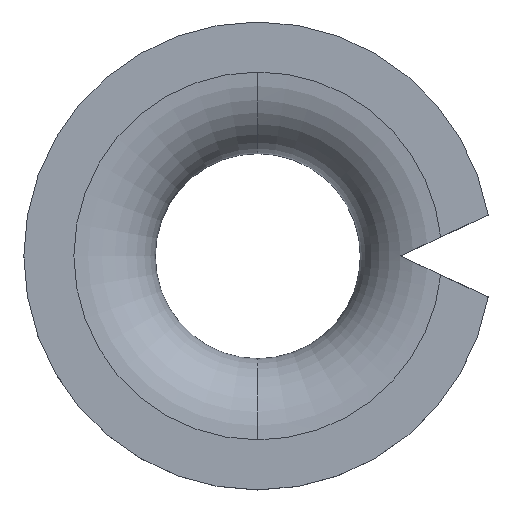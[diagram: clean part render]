
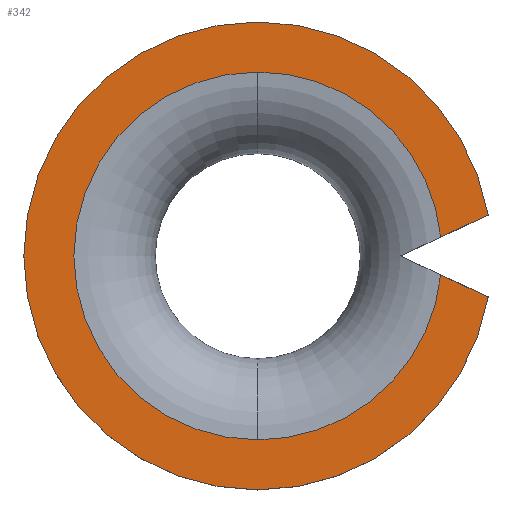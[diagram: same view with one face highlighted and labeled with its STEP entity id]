
A CAD part, top view. The second image highlights one B-rep face of the part: STEP entity #342.
In plain terms, the highlighted planar face has unit normal (0, 0, 1).
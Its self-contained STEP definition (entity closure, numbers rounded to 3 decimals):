
#41=DIRECTION('',(0.906,-0.423,0.));
#42=VECTOR('',#41,1.285);
#43=CARTESIAN_POINT('',(4.496,-0.464,0.));
#44=LINE('',#43,#42);
#45=DIRECTION('',(-0.906,-0.423,0.));
#46=VECTOR('',#45,1.285);
#47=CARTESIAN_POINT('',(5.661,1.008,0.));
#48=LINE('',#47,#46);
#49=CARTESIAN_POINT('',(0.,0.,0.));
#50=DIRECTION('',(0.,0.,1.));
#51=DIRECTION('',(0.995,0.103,0.));
#52=AXIS2_PLACEMENT_3D('',#49,#50,#51);
#54=CARTESIAN_POINT('',(0.,0.,0.));
#55=DIRECTION('',(0.,0.,-1.));
#56=DIRECTION('',(0.,-1.,0.));
#57=AXIS2_PLACEMENT_3D('',#54,#55,#56);
#59=CARTESIAN_POINT('',(0.,0.,0.));
#60=DIRECTION('',(0.,0.,1.));
#61=DIRECTION('',(0.,-1.,0.));
#62=AXIS2_PLACEMENT_3D('',#59,#60,#61);
#73=CARTESIAN_POINT('',(0.,0.,0.));
#74=DIRECTION('',(0.,0.,1.));
#75=DIRECTION('',(0.985,0.175,0.));
#76=AXIS2_PLACEMENT_3D('',#73,#74,#75);
#248=CARTESIAN_POINT('',(0.,-4.52,0.));
#249=VERTEX_POINT('',#248);
#250=CARTESIAN_POINT('',(0.,4.52,0.));
#251=VERTEX_POINT('',#250);
#254=CARTESIAN_POINT('',(4.496,-0.464,0.));
#255=CARTESIAN_POINT('',(5.661,-1.008,0.));
#256=VERTEX_POINT('',#254);
#257=VERTEX_POINT('',#255);
#258=CARTESIAN_POINT('',(5.661,1.008,0.));
#259=CARTESIAN_POINT('',(4.496,0.464,0.));
#260=VERTEX_POINT('',#258);
#261=VERTEX_POINT('',#259);
#327=CARTESIAN_POINT('',(0.,0.,0.));
#328=DIRECTION('',(0.,0.,-1.));
#329=DIRECTION('',(0.,-1.,0.));
#330=AXIS2_PLACEMENT_3D('',#327,#328,#329);
#331=PLANE('',#330);
#332=ORIENTED_EDGE('',*,*,#313,.T.);
#334=ORIENTED_EDGE('',*,*,#333,.F.);
#336=ORIENTED_EDGE('',*,*,#335,.T.);
#337=ORIENTED_EDGE('',*,*,#301,.T.);
#338=ORIENTED_EDGE('',*,*,#279,.F.);
#339=ORIENTED_EDGE('',*,*,#295,.T.);
#340=EDGE_LOOP('',(#332,#334,#336,#337,#338,#339));
#341=FACE_OUTER_BOUND('',#340,.F.);
#342=ADVANCED_FACE('',(#341),#331,.F.);
#53=CIRCLE('',#52,4.52);
#58=CIRCLE('',#57,4.52);
#63=CIRCLE('',#62,4.52);
#77=CIRCLE('',#76,5.75);
#279=EDGE_CURVE('',#249,#251,#58,.T.);
#295=EDGE_CURVE('',#249,#256,#63,.T.);
#301=EDGE_CURVE('',#261,#251,#53,.T.);
#313=EDGE_CURVE('',#256,#257,#44,.T.);
#333=EDGE_CURVE('',#260,#257,#77,.T.);
#335=EDGE_CURVE('',#260,#261,#48,.T.);
